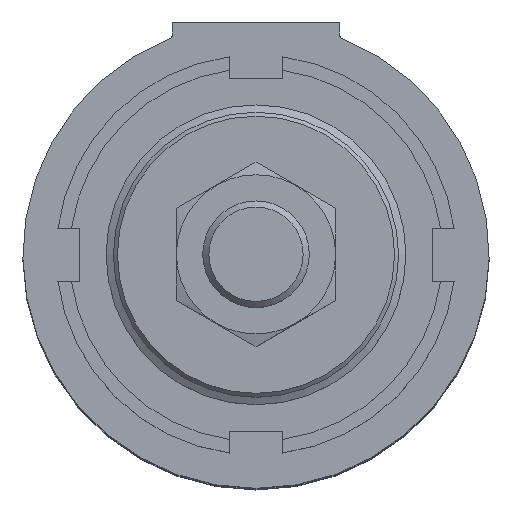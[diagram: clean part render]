
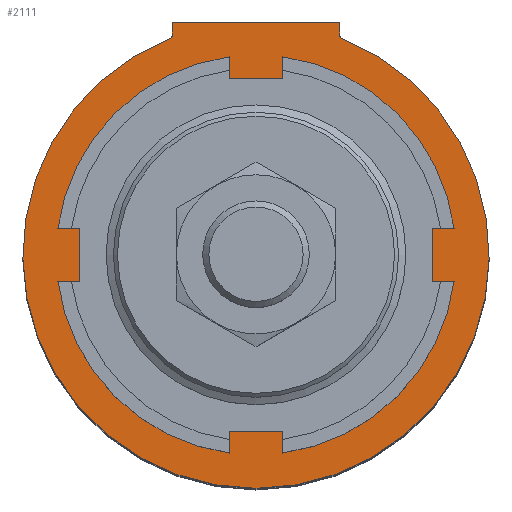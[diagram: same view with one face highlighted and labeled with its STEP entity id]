
A CAD part, top view. The second image highlights one B-rep face of the part: STEP entity #2111.
In plain terms, the highlighted face is planar.
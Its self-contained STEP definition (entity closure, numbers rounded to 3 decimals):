
#182=CIRCLE('',#2324,22.5);
#183=CIRCLE('',#2326,0.3);
#185=CIRCLE('',#2330,0.2);
#188=CIRCLE('',#2335,0.2);
#190=CIRCLE('',#2339,0.3);
#192=CIRCLE('',#2342,35.);
#419=ORIENTED_EDGE('',*,*,#926,.T.);
#420=ORIENTED_EDGE('',*,*,#927,.T.);
#421=ORIENTED_EDGE('',*,*,#931,.F.);
#422=ORIENTED_EDGE('',*,*,#934,.F.);
#423=ORIENTED_EDGE('',*,*,#938,.F.);
#424=ORIENTED_EDGE('',*,*,#941,.F.);
#425=ORIENTED_EDGE('',*,*,#944,.F.);
#426=ORIENTED_EDGE('',*,*,#947,.T.);
#427=ORIENTED_EDGE('',*,*,#950,.F.);
#926=EDGE_CURVE('',#1196,#1196,#182,.T.);
#927=EDGE_CURVE('',#1197,#1198,#183,.T.);
#931=EDGE_CURVE('',#1201,#1198,#1370,.T.);
#934=EDGE_CURVE('',#1203,#1201,#185,.T.);
#938=EDGE_CURVE('',#1206,#1203,#1374,.T.);
#941=EDGE_CURVE('',#1208,#1206,#188,.T.);
#944=EDGE_CURVE('',#1210,#1208,#1378,.T.);
#947=EDGE_CURVE('',#1210,#1212,#190,.T.);
#950=EDGE_CURVE('',#1197,#1212,#192,.T.);
#1196=VERTEX_POINT('',#3420);
#1197=VERTEX_POINT('',#3423);
#1198=VERTEX_POINT('',#3424);
#1201=VERTEX_POINT('',#3432);
#1203=VERTEX_POINT('',#3438);
#1206=VERTEX_POINT('',#3446);
#1208=VERTEX_POINT('',#3452);
#1210=VERTEX_POINT('',#3458);
#1212=VERTEX_POINT('',#3464);
#1370=LINE('',#3431,#1508);
#1374=LINE('',#3445,#1512);
#1378=LINE('',#3457,#1516);
#1508=VECTOR('',#2692,1000.);
#1512=VECTOR('',#2706,1000.);
#1516=VECTOR('',#2718,1000.);
#1675=EDGE_LOOP('',(#419));
#1676=EDGE_LOOP('',(#420,#421,#422,#423,#424,#425,#426,#427));
#1867=FACE_BOUND('',#1675,.T.);
#1868=FACE_BOUND('',#1676,.T.);
#2014=PLANE('',#2346);
#2111=ADVANCED_FACE('',(#1867,#1868),#2014,.F.);
#2324=AXIS2_PLACEMENT_3D('',#3419,#2680,#2681);
#2326=AXIS2_PLACEMENT_3D('',#3422,#2684,#2685);
#2330=AXIS2_PLACEMENT_3D('',#3437,#2697,#2698);
#2335=AXIS2_PLACEMENT_3D('',#3451,#2711,#2712);
#2339=AXIS2_PLACEMENT_3D('',#3463,#2723,#2724);
#2342=AXIS2_PLACEMENT_3D('',#3469,#2730,#2731);
#2346=AXIS2_PLACEMENT_3D('',#3474,#2738,#2739);
#2680=DIRECTION('',(1.,0.,0.));
#2681=DIRECTION('',(0.,0.,-1.));
#2684=DIRECTION('',(1.,0.,0.));
#2685=DIRECTION('',(0.,0.,-1.));
#2692=DIRECTION('',(0.,-1.,0.));
#2697=DIRECTION('',(1.,0.,0.));
#2698=DIRECTION('',(0.,0.,-1.));
#2706=DIRECTION('',(0.,0.,1.));
#2711=DIRECTION('',(1.,0.,0.));
#2712=DIRECTION('',(0.,0.,-1.));
#2718=DIRECTION('',(0.,1.,0.));
#2723=DIRECTION('',(1.,0.,0.));
#2724=DIRECTION('',(0.,0.,-1.));
#2730=DIRECTION('',(1.,0.,0.));
#2731=DIRECTION('',(0.,0.,-1.));
#2738=DIRECTION('',(1.,0.,0.));
#2739=DIRECTION('',(0.,0.,-1.));
#3419=CARTESIAN_POINT('',(33.,0.,0.));
#3420=CARTESIAN_POINT('',(33.,0.,-22.5));
#3422=CARTESIAN_POINT('',(33.,32.858,12.9));
#3423=CARTESIAN_POINT('',(33.,32.579,12.79));
#3424=CARTESIAN_POINT('',(33.,32.858,12.6));
#3431=CARTESIAN_POINT('',(33.,34.8,12.6));
#3432=CARTESIAN_POINT('',(33.,34.8,12.6));
#3437=CARTESIAN_POINT('',(33.,34.8,12.4));
#3438=CARTESIAN_POINT('',(33.,35.,12.4));
#3445=CARTESIAN_POINT('',(33.,35.,-12.4));
#3446=CARTESIAN_POINT('',(33.,35.,-12.4));
#3451=CARTESIAN_POINT('',(33.,34.8,-12.4));
#3452=CARTESIAN_POINT('',(33.,34.8,-12.6));
#3457=CARTESIAN_POINT('',(33.,32.858,-12.6));
#3458=CARTESIAN_POINT('',(33.,32.858,-12.6));
#3463=CARTESIAN_POINT('',(33.,32.858,-12.9));
#3464=CARTESIAN_POINT('',(33.,32.579,-12.79));
#3469=CARTESIAN_POINT('',(33.,0.,0.));
#3474=CARTESIAN_POINT('',(33.,32.858,12.9));
